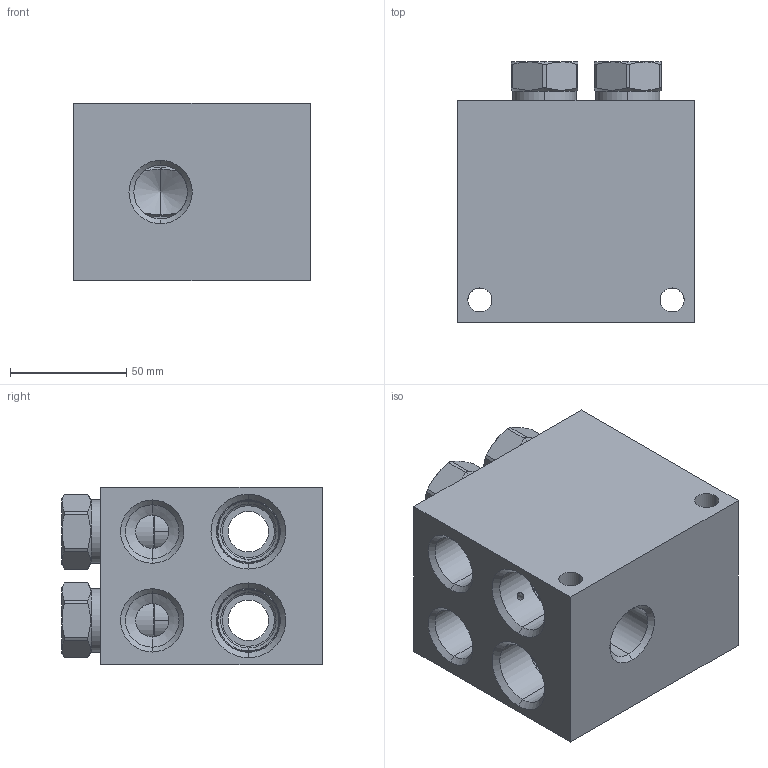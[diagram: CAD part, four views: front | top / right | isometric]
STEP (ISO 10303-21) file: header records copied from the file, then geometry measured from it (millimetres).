
FILE_DESCRIPTION((''),'2;1');
FILE_NAME('BQD_ASM','2024-09-05T',('ProEService'),(''),'PRO/ENGINEER BY PARAMETRIC TECHNOLOGY CORPORATION, 2014200','PRO/ENGINEER BY PARAMETRIC TECHNOLOGY CORPORATION, 2014200','');
FILE_SCHEMA(('CONFIG_CONTROL_DESIGN'));
Length unit declared in the file: inch
Products named in the file (6): 150-233-002; CXFAXAN; CXEDXAN; CSZNXXN; A330-006-004; BQD_ASM
Assembly tree (7 placements, depth 2):
  BQD_ASM
    150-233-002
    CXFAXAN  x2
    CXEDXAN  x2
    CSZNXXN
    A330-006-004
Bounding box: 101.6 x 111.91 x 76.2 mm (x, y, z)
Volume: 615713.3 mm3; surface area: 122739 mm2
Topology: 18 solids, 21 shells, 975 faces, 2576 edges, 1845 vertices
Faces by surface type: cylinder 392, cone 199, plane 182, torus 164, revolution 36, sphere 2
Entity records: 26868 total; most frequent: CARTESIAN_POINT 8757, DIRECTION 3999, ORIENTED_EDGE 3206, EDGE_CURVE 1603, AXIS2_PLACEMENT_3D 1547, VERTEX_POINT 955, VECTOR 883, LINE 883
